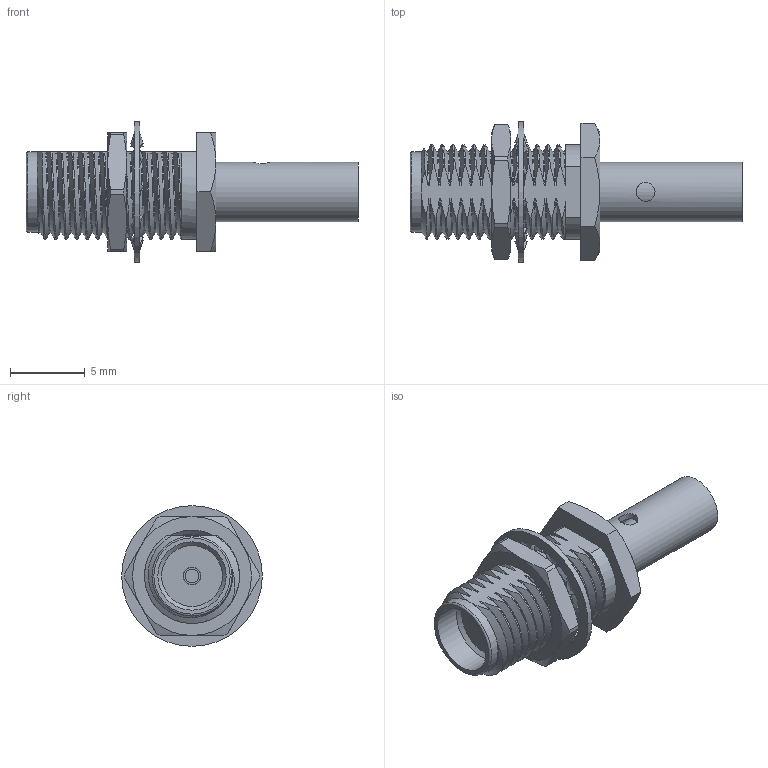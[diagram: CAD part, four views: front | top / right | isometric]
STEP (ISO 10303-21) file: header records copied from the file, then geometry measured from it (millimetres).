
FILE_DESCRIPTION (( 'STEP AP203' ), '1' );
FILE_NAME ('PE4188_3D.step', '2022-01-20T17:25:29', ( '' ), ( '' ), 'SwSTEP 2.0', 'SolidWorks 2021', '' );
FILE_SCHEMA (( 'CONFIG_CONTROL_DESIGN' ));
Length unit declared in the file: inch
Products named in the file (1): PE4188_3D
Bounding box: 22.2 x 9.4 x 9.4 mm (x, y, z)
Volume: 455.9 mm3; surface area: 1079 mm2
Topology: 5 solids, 5 shells, 218 faces, 620 edges, 417 vertices
Faces by surface type: bspline 86, plane 55, cylinder 48, cone 28, torus 1
Full cylindrical faces by diameter (mm): 0.406 x2, 0.914 x1, 1.194 x1, 1.27 x2, 1.626 x1, 2.718 x1, 3.2 x1, 4 x1, 4.572 x1, 5.359 x1, 9.398 x1
Entity records: 26734 total; most frequent: CARTESIAN_POINT 22092, ORIENTED_EDGE 1192, DIRECTION 609, EDGE_CURVE 596, VERTEX_POINT 411, B_SPLINE_CURVE_WITH_KNOTS 264, EDGE_LOOP 251, AXIS2_PLACEMENT_3D 249
